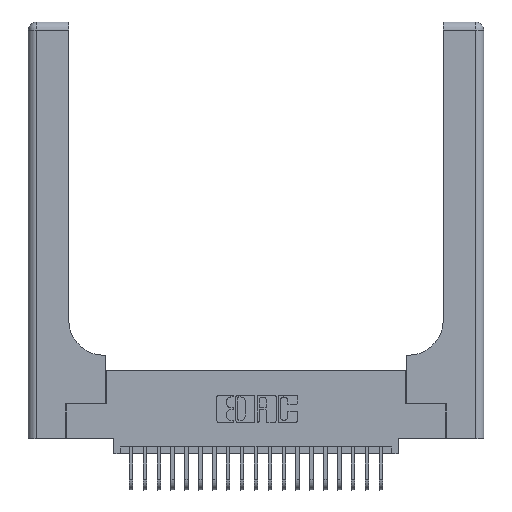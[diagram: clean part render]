
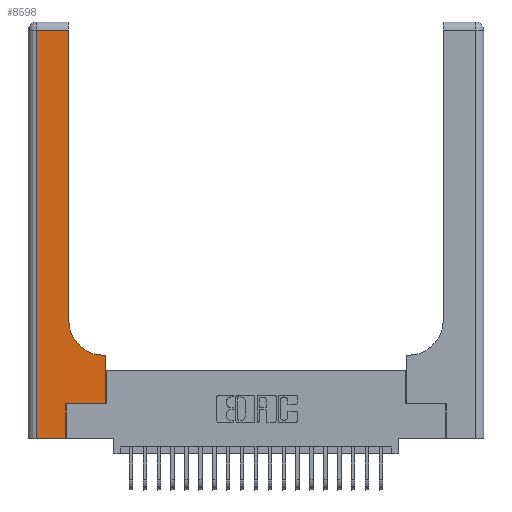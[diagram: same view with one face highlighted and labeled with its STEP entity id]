
A CAD part, top view. The second image highlights one B-rep face of the part: STEP entity #8598.
In plain terms, the highlighted planar face has unit normal (0, 0, 1).
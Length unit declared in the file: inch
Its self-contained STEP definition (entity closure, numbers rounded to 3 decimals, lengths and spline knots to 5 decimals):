
#1029 = VERTEX_POINT ( 'NONE', #18473 ) ;
#1209 = CARTESIAN_POINT ( 'NONE',  ( 0.06, 0., 0.37 ) ) ;
#1368 = VERTEX_POINT ( 'NONE', #14487 ) ;
#1499 = DIRECTION ( 'NONE',  ( 1., 0., 0. ) ) ;
#1603 = CARTESIAN_POINT ( 'NONE',  ( 0.5585, 0.6, 0.37 ) ) ;
#1953 = EDGE_CURVE ( 'NONE', #19182, #1368, #16507, .T. ) ;
#2667 = LINE ( 'NONE', #8628, #11500 ) ;
#2685 = EDGE_CURVE ( 'NONE', #14867, #13821, #20097, .T. ) ;
#2695 = VECTOR ( 'NONE', #19710, 39.37008 ) ;
#3319 = CARTESIAN_POINT ( 'NONE',  ( 0., 2.94, 0.37 ) ) ;
#3410 = ORIENTED_EDGE ( 'NONE', *, *, #5306, .T. ) ;
#3508 = LINE ( 'NONE', #18799, #8758 ) ;
#3659 = DIRECTION ( 'NONE',  ( 0., 0., -1. ) ) ;
#4285 = EDGE_CURVE ( 'NONE', #1029, #22414, #10974, .T. ) ;
#5040 = ORIENTED_EDGE ( 'NONE', *, *, #13235, .T. ) ;
#5135 = DIRECTION ( 'NONE',  ( -1., 0., 0. ) ) ;
#5306 = EDGE_CURVE ( 'NONE', #10580, #14867, #17500, .T. ) ;
#5430 = VECTOR ( 'NONE', #5135, 39.37008 ) ;
#5686 = AXIS2_PLACEMENT_3D ( 'NONE', #14229, #3659, #15981 ) ;
#6008 = LINE ( 'NONE', #3319, #5430 ) ;
#6042 = VECTOR ( 'NONE', #10482, 39.37008 ) ;
#6487 = ORIENTED_EDGE ( 'NONE', *, *, #11430, .T. ) ;
#6620 = ORIENTED_EDGE ( 'NONE', *, *, #4285, .T. ) ;
#6804 = ORIENTED_EDGE ( 'NONE', *, *, #9965, .T. ) ;
#7138 = ORIENTED_EDGE ( 'NONE', *, *, #1953, .T. ) ;
#7410 = PLANE ( 'NONE',  #19319 ) ;
#7416 = CARTESIAN_POINT ( 'NONE',  ( 0.5585, 0.25, 0.37 ) ) ;
#8273 = DIRECTION ( 'NONE',  ( 0., 1., 0. ) ) ;
#8598 = ADVANCED_FACE ( 'NONE', ( #20363 ), #7410, .F. ) ;
#8628 = CARTESIAN_POINT ( 'NONE',  ( 0.2915, 0.6, 0.37 ) ) ;
#8758 = VECTOR ( 'NONE', #8273, 39.37008 ) ;
#9215 = DIRECTION ( 'NONE',  ( -1., 0., 0. ) ) ;
#9965 = EDGE_CURVE ( 'NONE', #13821, #10771, #3508, .T. ) ;
#9969 = CARTESIAN_POINT ( 'NONE',  ( 0.269, 0.25, 0.37 ) ) ;
#10403 = DIRECTION ( 'NONE',  ( -1., 0., 0. ) ) ;
#10482 = DIRECTION ( 'NONE',  ( 1., 0., 0. ) ) ;
#10580 = VERTEX_POINT ( 'NONE', #13008 ) ;
#10771 = VERTEX_POINT ( 'NONE', #9969 ) ;
#10827 = EDGE_CURVE ( 'NONE', #1368, #22091, #19463, .T. ) ;
#10974 = LINE ( 'NONE', #7416, #2695 ) ;
#11430 = EDGE_CURVE ( 'NONE', #10771, #1029, #12057, .T. ) ;
#11436 = EDGE_CURVE ( 'NONE', #22414, #19182, #2667, .T. ) ;
#11500 = VECTOR ( 'NONE', #10403, 39.37008 ) ;
#11948 = CARTESIAN_POINT ( 'NONE',  ( 0.269, 0., 0.37 ) ) ;
#11980 = DIRECTION ( 'NONE',  ( 0., 1., 0. ) ) ;
#12057 = LINE ( 'NONE', #22634, #20795 ) ;
#12241 = EDGE_LOOP ( 'NONE', ( #15958, #5040, #3410, #21797, #6804, #6487, #6620, #20453, #7138 ) ) ;
#12864 = VECTOR ( 'NONE', #14988, 39.37008 ) ;
#13008 = CARTESIAN_POINT ( 'NONE',  ( 0.06, 2.94, 0.37 ) ) ;
#13235 = EDGE_CURVE ( 'NONE', #22091, #10580, #6008, .T. ) ;
#13821 = VERTEX_POINT ( 'NONE', #11948 ) ;
#14229 = CARTESIAN_POINT ( 'NONE',  ( 0.5415, 0.85, 0.37 ) ) ;
#14487 = CARTESIAN_POINT ( 'NONE',  ( 0.2915, 0.85, 0.37 ) ) ;
#14842 = VECTOR ( 'NONE', #11980, 39.37008 ) ;
#14867 = VERTEX_POINT ( 'NONE', #1209 ) ;
#14988 = DIRECTION ( 'NONE',  ( 0., -1., 0. ) ) ;
#15958 = ORIENTED_EDGE ( 'NONE', *, *, #10827, .T. ) ;
#15981 = DIRECTION ( 'NONE',  ( 1., 0., 0. ) ) ;
#16507 = CIRCLE ( 'NONE', #5686, 0.25 ) ;
#17500 = LINE ( 'NONE', #20172, #12864 ) ;
#17954 = CARTESIAN_POINT ( 'NONE',  ( 0., 3., 0.37 ) ) ;
#18473 = CARTESIAN_POINT ( 'NONE',  ( 0.5585, 0.25, 0.37 ) ) ;
#18799 = CARTESIAN_POINT ( 'NONE',  ( 0.269, 0., 0.37 ) ) ;
#19182 = VERTEX_POINT ( 'NONE', #19635 ) ;
#19319 = AXIS2_PLACEMENT_3D ( 'NONE', #17954, #19703, #9215 ) ;
#19463 = LINE ( 'NONE', #22434, #14842 ) ;
#19635 = CARTESIAN_POINT ( 'NONE',  ( 0.5415, 0.6, 0.37 ) ) ;
#19703 = DIRECTION ( 'NONE',  ( 0., 0., -1. ) ) ;
#19710 = DIRECTION ( 'NONE',  ( 0., 1., 0. ) ) ;
#20097 = LINE ( 'NONE', #22716, #6042 ) ;
#20112 = CARTESIAN_POINT ( 'NONE',  ( 0.2915, 2.94, 0.37 ) ) ;
#20172 = CARTESIAN_POINT ( 'NONE',  ( 0.06, 3., 0.37 ) ) ;
#20363 = FACE_OUTER_BOUND ( 'NONE', #12241, .T. ) ;
#20453 = ORIENTED_EDGE ( 'NONE', *, *, #11436, .T. ) ;
#20795 = VECTOR ( 'NONE', #1499, 39.37008 ) ;
#21797 = ORIENTED_EDGE ( 'NONE', *, *, #2685, .T. ) ;
#22091 = VERTEX_POINT ( 'NONE', #20112 ) ;
#22414 = VERTEX_POINT ( 'NONE', #1603 ) ;
#22434 = CARTESIAN_POINT ( 'NONE',  ( 0.2915, 3., 0.37 ) ) ;
#22634 = CARTESIAN_POINT ( 'NONE',  ( 0.269, 0.25, 0.37 ) ) ;
#22716 = CARTESIAN_POINT ( 'NONE',  ( 0., 0., 0.37 ) ) ;
